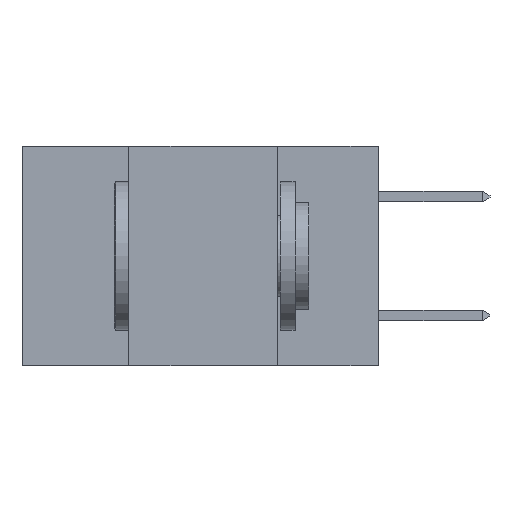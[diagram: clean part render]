
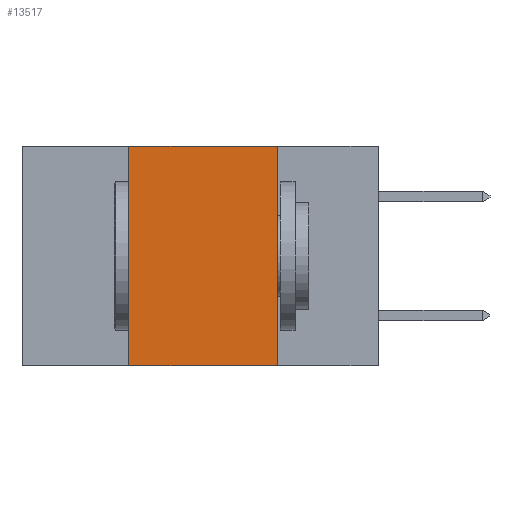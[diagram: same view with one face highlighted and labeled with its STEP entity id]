
A CAD part, left-side view. The second image highlights one B-rep face of the part: STEP entity #13517.
In plain terms, the highlighted planar face has unit normal (-1, 0, 0).
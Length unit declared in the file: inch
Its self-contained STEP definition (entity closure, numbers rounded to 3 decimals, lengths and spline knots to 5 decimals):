
#38 = EDGE_LOOP ( 'NONE', ( #118, #13022, #4727, #15000 ) ) ;
#118 = ORIENTED_EDGE ( 'NONE', *, *, #15664, .F. ) ;
#146 = VERTEX_POINT ( 'NONE', #14367 ) ;
#475 = LINE ( 'NONE', #7293, #3768 ) ;
#1883 = AXIS2_PLACEMENT_3D ( 'NONE', #15701, #3338, #11973 ) ;
#2475 = LINE ( 'NONE', #2925, #8642 ) ;
#2882 = CARTESIAN_POINT ( 'NONE',  ( 0., 0.42, 0. ) ) ;
#2925 = CARTESIAN_POINT ( 'NONE',  ( 0., 0.17, 0. ) ) ;
#3298 = VERTEX_POINT ( 'NONE', #14487 ) ;
#3338 = DIRECTION ( 'NONE',  ( 1., 0., 0. ) ) ;
#3768 = VECTOR ( 'NONE', #7381, 39.37008 ) ;
#4727 = ORIENTED_EDGE ( 'NONE', *, *, #14338, .F. ) ;
#5076 = EDGE_CURVE ( 'NONE', #12727, #146, #11160, .T. ) ;
#5948 = CARTESIAN_POINT ( 'NONE',  ( 0., 0.17, -0.37 ) ) ;
#6558 = LINE ( 'NONE', #14713, #15705 ) ;
#6637 = DIRECTION ( 'NONE',  ( 0., 0., -1. ) ) ;
#7179 = CARTESIAN_POINT ( 'NONE',  ( 0., 0.6, 0. ) ) ;
#7293 = CARTESIAN_POINT ( 'NONE',  ( 0., 0.6, -0.37 ) ) ;
#7381 = DIRECTION ( 'NONE',  ( 0., -1., 0. ) ) ;
#7890 = VECTOR ( 'NONE', #12559, 39.37008 ) ;
#8462 = EDGE_CURVE ( 'NONE', #3298, #10808, #475, .T. ) ;
#8642 = VECTOR ( 'NONE', #6637, 39.37008 ) ;
#10808 = VERTEX_POINT ( 'NONE', #5948 ) ;
#10969 = DIRECTION ( 'NONE',  ( 0., 0., 1. ) ) ;
#11160 = LINE ( 'NONE', #7179, #7890 ) ;
#11973 = DIRECTION ( 'NONE',  ( 0., 0., -1. ) ) ;
#12559 = DIRECTION ( 'NONE',  ( 0., -1., 0. ) ) ;
#12727 = VERTEX_POINT ( 'NONE', #2882 ) ;
#13022 = ORIENTED_EDGE ( 'NONE', *, *, #5076, .F. ) ;
#13182 = PLANE ( 'NONE',  #1883 ) ;
#13517 = ADVANCED_FACE ( 'NONE', ( #14581 ), #13182, .F. ) ;
#14338 = EDGE_CURVE ( 'NONE', #3298, #12727, #6558, .T. ) ;
#14367 = CARTESIAN_POINT ( 'NONE',  ( 0., 0.17, 0. ) ) ;
#14487 = CARTESIAN_POINT ( 'NONE',  ( 0., 0.42, -0.37 ) ) ;
#14581 = FACE_OUTER_BOUND ( 'NONE', #38, .T. ) ;
#14713 = CARTESIAN_POINT ( 'NONE',  ( 0., 0.42, 0. ) ) ;
#15000 = ORIENTED_EDGE ( 'NONE', *, *, #8462, .T. ) ;
#15664 = EDGE_CURVE ( 'NONE', #146, #10808, #2475, .T. ) ;
#15701 = CARTESIAN_POINT ( 'NONE',  ( 0., 0.6, 0. ) ) ;
#15705 = VECTOR ( 'NONE', #10969, 39.37008 ) ;
